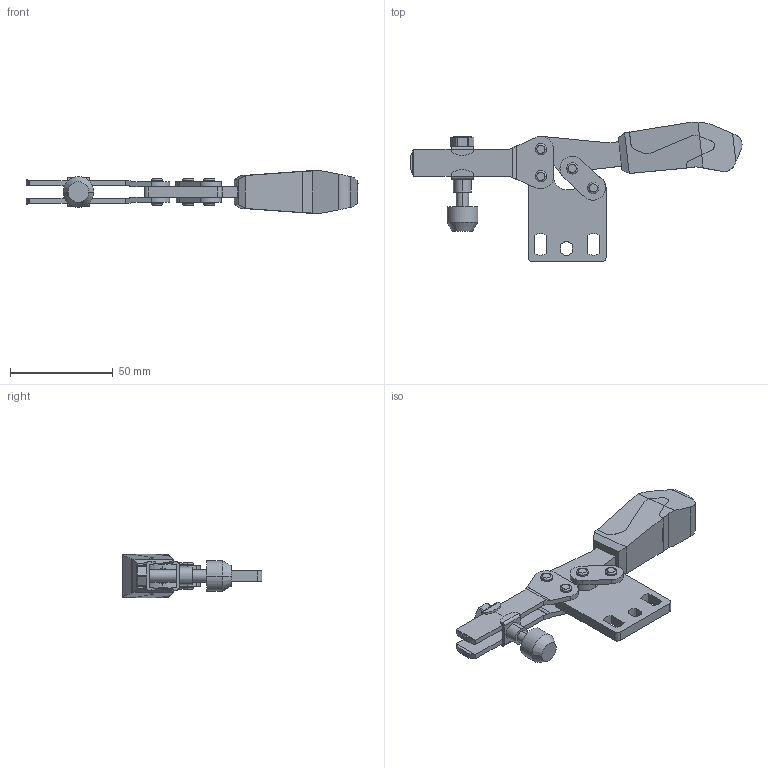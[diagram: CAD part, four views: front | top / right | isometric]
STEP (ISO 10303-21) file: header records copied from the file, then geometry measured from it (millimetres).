
FILE_DESCRIPTION (( 'STEP AP214' ), '1' );
FILE_NAME ('EH 23330.1013.STEP', '2019-10-25T05:39:44', ( '' ), ( '' ), 'SwSTEP 2.0', 'SolidWorks 2019', '' );
FILE_SCHEMA (( 'AUTOMOTIVE_DESIGN' ));
Length unit declared in the file: millimetre
Products named in the file (8): _557229.stp; _146233.stp; _93021-2.stp; _93021-3_0.stp; EH 23330.1013; _30MS-M6-2.stp; _93021-6_0.stp; _93229-1.stp
Assembly tree (7 placements, depth 2):
  EH 23330.1013
    _93229-1.stp
    _93021-2.stp
    _93021-3_0.stp
    _557229.stp
    _30MS-M6-2.stp
    _146233.stp
    _93021-6_0.stp
Bounding box: 161.81 x 68.17 x 21.1 mm (x, y, z)
Volume: 42638 mm3; surface area: 21274.6 mm2
Topology: 7 solids, 8 shells, 300 faces, 763 edges, 498 vertices
Faces by surface type: plane 137, cylinder 131, torus 16, cone 16
Entity records: 10285 total; most frequent: CARTESIAN_POINT 2355, DIRECTION 1543, ORIENTED_EDGE 1526, EDGE_CURVE 763, AXIS2_PLACEMENT_3D 560, VERTEX_POINT 498, LINE 423, VECTOR 423
